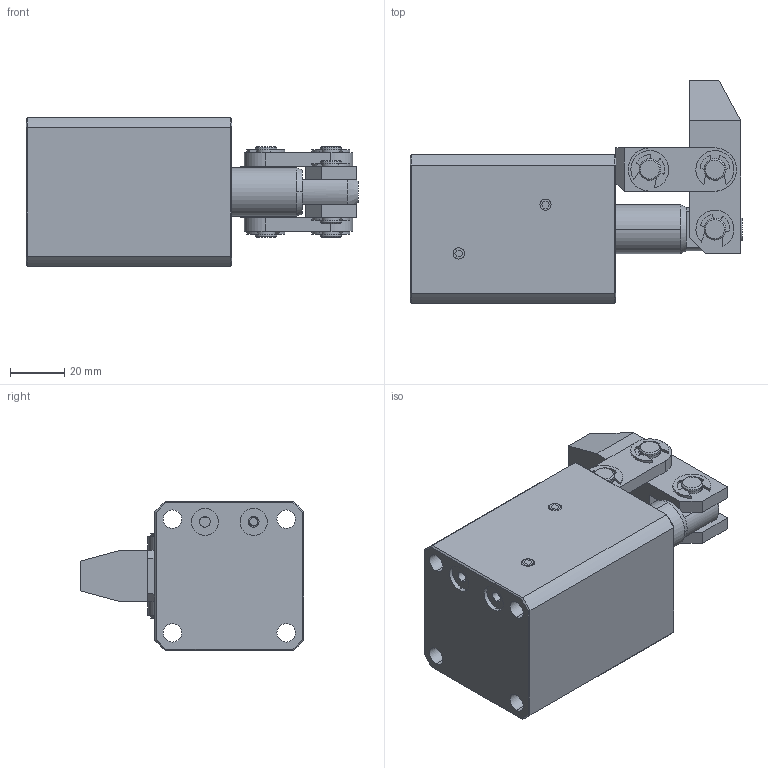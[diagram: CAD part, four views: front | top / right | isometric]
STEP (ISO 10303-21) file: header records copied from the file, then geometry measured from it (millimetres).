
FILE_DESCRIPTION (( 'STEP AP214' ), '1' );
FILE_NAME ('CHLC-M25L.STEP', '2019-11-25T06:20:39', ( 'Windows' ), ( 'Microsoft' ), 'SwSTEP 2.0', 'SolidWorks 2015', '' );
FILE_SCHEMA (( 'AUTOMOTIVE_DESIGN' ));
Length unit declared in the file: millimetre
Products named in the file (10): 揤旋; socket set screw cup point_iso_ISO 4029 - M5 x 6-N; chlc-m25bt_1; CHLC-25KKDC; CHLC-25CX; CHLC-25DX; CHLC-25HSG; CHLC-25LG; CHLC-25ZC; CHLC-M25L
Assembly tree (17 placements, depth 2):
  CHLC-M25L
    CHLC-25ZC
    CHLC-25LG  x2
    CHLC-25HSG
    CHLC-25DX
    CHLC-25CX  x2
    CHLC-25KKDC  x6
    chlc-m25bt_1
    socket set screw cup point_iso_ISO 4029 - M5 x 6-N  x2
    揤旋
Bounding box: 122.5 x 82.5 x 55 mm (x, y, z)
Volume: 241347.1 mm3; surface area: 55465.1 mm2
Topology: 17 solids, 17 shells, 361 faces, 850 edges, 542 vertices
Faces by surface type: cylinder 162, plane 149, cone 44, bspline 6
Entity records: 9516 total; most frequent: CARTESIAN_POINT 1442, DIRECTION 1175, ORIENTED_EDGE 1020, EDGE_CURVE 510, AXIS2_PLACEMENT_3D 462, VERTEX_POINT 321, EDGE_LOOP 269, VECTOR 251
